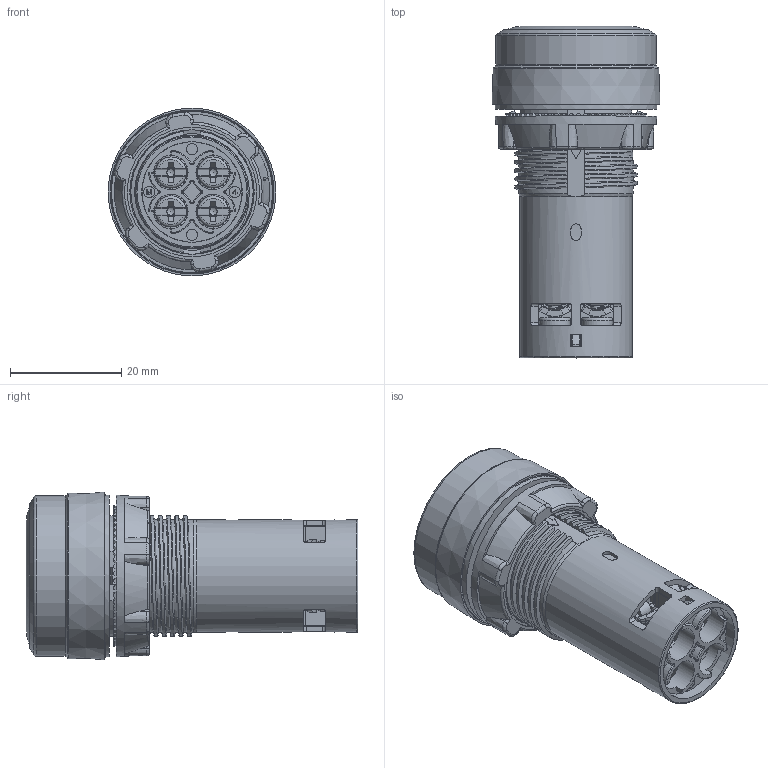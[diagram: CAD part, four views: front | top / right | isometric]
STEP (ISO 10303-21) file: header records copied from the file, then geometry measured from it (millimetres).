
FILE_DESCRIPTION(('STEP AP203'), '1');
FILE_NAME('MTB8-EH35', '2025-12-23T14:43:55', (''), (''), 'C3D Converter', 'C3D Toolkit', '');
FILE_SCHEMA(('CONFIG_CONTROL_DESIGN'));
Length unit declared in the file: millimetre
Bounding box: 30.2 x 59.7 x 30.2 mm (x, y, z)
Volume: 22519.6 mm3; surface area: 12882.7 mm2
Topology: 17 solids, 18 shells, 2516 faces, 6772 edges, 4306 vertices
Faces by surface type: plane 976, cylinder 755, bspline 480, torus 154, cone 90, sphere 61
Full cylindrical faces by diameter (mm): 2 x4, 2.4 x8, 2.5 x4, 3 x4, 3.9 x4, 5.6 x4, 6.2 x4, 18.1 x1, 20.2 x1, 22.4 x2, 23 x1, 23.3 x1, 24.8 x1, 25.1 x1, 28.8 x1, 29 x1
Entity records: 129558 total; most frequent: CARTESIAN_POINT 71361, ORIENTED_EDGE 13318, DIRECTION 10394, EDGE_CURVE 6659, VERTEX_POINT 4292, AXIS2_PLACEMENT_3D 3776, LINE 2842, VECTOR 2842
